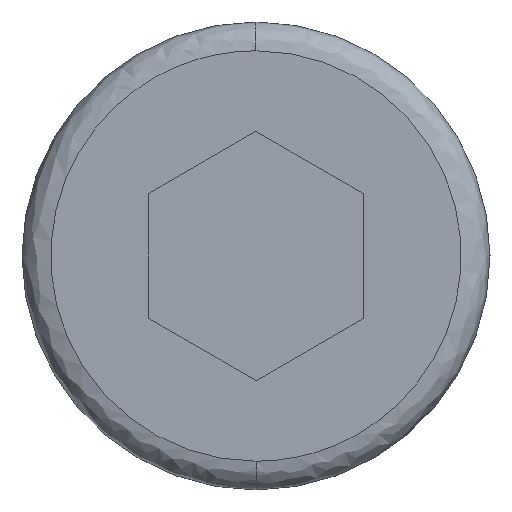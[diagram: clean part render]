
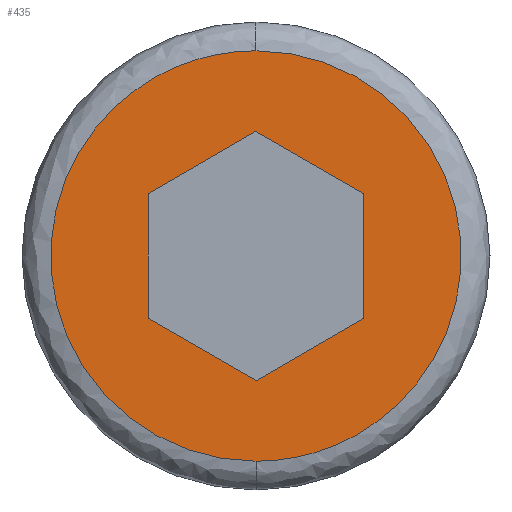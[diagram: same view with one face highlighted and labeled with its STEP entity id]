
A CAD part, left-side view. The second image highlights one B-rep face of the part: STEP entity #435.
In plain terms, the highlighted planar face has unit normal (-1, 0, 0).
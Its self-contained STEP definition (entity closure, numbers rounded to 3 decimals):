
#29 = EDGE_CURVE ( 'NONE', #230, #367, #180, .T. ) ;
#31 = VECTOR ( 'NONE', #209, 1000. ) ;
#38 = CARTESIAN_POINT ( 'NONE',  ( -8., -11.4, 5.7 ) ) ;
#39 = CARTESIAN_POINT ( 'NONE',  ( -8., 0., 5.7 ) ) ;
#50 = ORIENTED_EDGE ( 'NONE', *, *, #352, .T. ) ;
#51 = CARTESIAN_POINT ( 'NONE',  ( -8., 0., 5.7 ) ) ;
#59 = CARTESIAN_POINT ( 'NONE',  ( -8., 3., 1.732 ) ) ;
#66 = LINE ( 'NONE', #419, #347 ) ;
#70 = CARTESIAN_POINT ( 'NONE',  ( -8., 3., 1.732 ) ) ;
#76 = CARTESIAN_POINT ( 'NONE',  ( -8., 3., 0. ) ) ;
#84 = EDGE_CURVE ( 'NONE', #548, #551, #374, .T. ) ;
#87 = CARTESIAN_POINT ( 'NONE',  ( -8., -11.4, -5.7 ) ) ;
#94 = ORIENTED_EDGE ( 'NONE', *, *, #200, .T. ) ;
#99 = CARTESIAN_POINT ( 'NONE',  ( -8., 0., -5.7 ) ) ;
#104 = VERTEX_POINT ( 'NONE', #277 ) ;
#105 = EDGE_CURVE ( 'NONE', #376, #119, #148, .T. ) ;
#113 = CARTESIAN_POINT ( 'NONE',  ( -8., -3., -1.732 ) ) ;
#119 = VERTEX_POINT ( 'NONE', #274 ) ;
#139 = PLANE ( 'NONE',  #290 ) ;
#142 = CARTESIAN_POINT ( 'NONE',  ( -8., -3., 0. ) ) ;
#148 = LINE ( 'NONE', #517, #236 ) ;
#160 = EDGE_LOOP ( 'NONE', ( #176, #552, #50, #361, #168, #94 ) ) ;
#168 = ORIENTED_EDGE ( 'NONE', *, *, #252, .T. ) ;
#176 = ORIENTED_EDGE ( 'NONE', *, *, #105, .T. ) ;
#180 = LINE ( 'NONE', #70, #289 ) ;
#187 = CARTESIAN_POINT ( 'NONE',  ( -8., 4.982, 0. ) ) ;
#197 = DIRECTION ( 'NONE',  ( 0., -0.866, -0.5 ) ) ;
#200 = EDGE_CURVE ( 'NONE', #305, #376, #463, .T. ) ;
#209 = DIRECTION ( 'NONE',  ( 0., 0., 1. ) ) ;
#211 = FACE_BOUND ( 'NONE', #160, .T. ) ;
#215 = EDGE_CURVE ( 'NONE', #119, #104, #66, .T. ) ;
#230 = VERTEX_POINT ( 'NONE', #59 ) ;
#236 = VECTOR ( 'NONE', #309, 1000. ) ;
#238 = CARTESIAN_POINT ( 'NONE',  ( -8., 11.4, -5.7 ) ) ;
#252 = EDGE_CURVE ( 'NONE', #367, #305, #501, .T. ) ;
#256 = ORIENTED_EDGE ( 'NONE', *, *, #533, .F. ) ;
#258 = DIRECTION ( 'NONE',  ( 0., -0.866, 0.5 ) ) ;
#260 = FACE_OUTER_BOUND ( 'NONE', #316, .T. ) ;
#267 = CARTESIAN_POINT ( 'NONE',  ( -8., 0., 3.464 ) ) ;
#274 = CARTESIAN_POINT ( 'NONE',  ( -8., 0., -3.464 ) ) ;
#277 = CARTESIAN_POINT ( 'NONE',  ( -8., 3., -1.732 ) ) ;
#285 = CARTESIAN_POINT ( 'NONE',  ( -8., 0., 5.7 ) ) ;
#289 = VECTOR ( 'NONE', #258, 1000. ) ;
#290 = AXIS2_PLACEMENT_3D ( 'NONE', #187, #311, #475 ) ;
#296 = DIRECTION ( 'NONE',  ( 0., 0.866, 0.5 ) ) ;
#305 = VERTEX_POINT ( 'NONE', #450 ) ;
#309 = DIRECTION ( 'NONE',  ( 0., 0.866, -0.5 ) ) ;
#311 = DIRECTION ( 'NONE',  ( -1., 0., 0. ) ) ;
#316 = EDGE_LOOP ( 'NONE', ( #256, #383 ) ) ;
#347 = VECTOR ( 'NONE', #296, 1000. ) ;
#352 = EDGE_CURVE ( 'NONE', #104, #230, #520, .T. ) ;
#360 = CARTESIAN_POINT ( 'NONE',  ( -8., 0., -5.7 ) ) ;
#361 = ORIENTED_EDGE ( 'NONE', *, *, #29, .T. ) ;
#367 = VERTEX_POINT ( 'NONE', #267 ) ;
#369 = DIRECTION ( 'NONE',  ( 0., 0., -1. ) ) ;
#374 =( BOUNDED_CURVE ( )  B_SPLINE_CURVE ( 3, ( #39, #38, #87, #360 ),
 .UNSPECIFIED., .F., .F. ) 
 B_SPLINE_CURVE_WITH_KNOTS ( ( 4, 4 ),
 ( 0.75, 1.25 ),
 .UNSPECIFIED. ) 
 CURVE ( )  GEOMETRIC_REPRESENTATION_ITEM ( )  RATIONAL_B_SPLINE_CURVE ( ( 1., 0.333, 0.333, 1. ) ) 
 REPRESENTATION_ITEM ( '' )  );
#376 = VERTEX_POINT ( 'NONE', #113 ) ;
#383 = ORIENTED_EDGE ( 'NONE', *, *, #84, .F. ) ;
#418 = CARTESIAN_POINT ( 'NONE',  ( -8., 0., -5.7 ) ) ;
#419 = CARTESIAN_POINT ( 'NONE',  ( -8., 0., -3.464 ) ) ;
#420 =( BOUNDED_CURVE ( )  B_SPLINE_CURVE ( 3, ( #99, #238, #526, #285 ),
 .UNSPECIFIED., .F., .T. ) 
 B_SPLINE_CURVE_WITH_KNOTS ( ( 4, 4 ),
 ( 0.25, 0.75 ),
 .UNSPECIFIED. ) 
 CURVE ( )  GEOMETRIC_REPRESENTATION_ITEM ( )  RATIONAL_B_SPLINE_CURVE ( ( 1., 0.333, 0.333, 1. ) ) 
 REPRESENTATION_ITEM ( '' )  );
#421 = VECTOR ( 'NONE', #197, 1000. ) ;
#426 = VECTOR ( 'NONE', #369, 1000. ) ;
#435 = ADVANCED_FACE ( 'NONE', ( #211, #260 ), #139, .T. ) ;
#450 = CARTESIAN_POINT ( 'NONE',  ( -8., -3., 1.732 ) ) ;
#463 = LINE ( 'NONE', #142, #426 ) ;
#475 = DIRECTION ( 'NONE',  ( 0., 0., 1. ) ) ;
#494 = CARTESIAN_POINT ( 'NONE',  ( -8., 0., 3.464 ) ) ;
#501 = LINE ( 'NONE', #494, #421 ) ;
#517 = CARTESIAN_POINT ( 'NONE',  ( -8., -3., -1.732 ) ) ;
#520 = LINE ( 'NONE', #76, #31 ) ;
#526 = CARTESIAN_POINT ( 'NONE',  ( -8., 11.4, 5.7 ) ) ;
#533 = EDGE_CURVE ( 'NONE', #551, #548, #420, .T. ) ;
#548 = VERTEX_POINT ( 'NONE', #51 ) ;
#551 = VERTEX_POINT ( 'NONE', #418 ) ;
#552 = ORIENTED_EDGE ( 'NONE', *, *, #215, .T. ) ;
